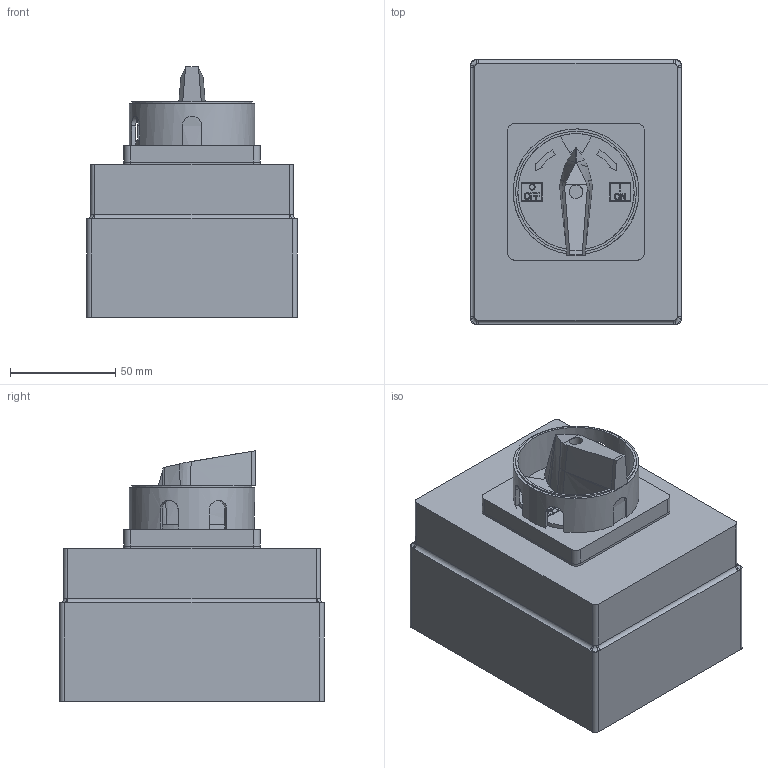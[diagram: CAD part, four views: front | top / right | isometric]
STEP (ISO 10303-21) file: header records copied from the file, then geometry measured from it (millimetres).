
FILE_DESCRIPTION((''),'2;1');
FILE_NAME('EDS2-325-ABS-GRY.stp','2015-11-03T09:10:26',('cbunnell'),(''),'Autodesk Inventor 2013','Autodesk Inventor 2013','');
FILE_SCHEMA(('AUTOMOTIVE_DESIGN { 1 0 10303 214 1 1 1 1 }'));
Products named in the file (3): EDS2-325-ABS-GRY; Enclosure; 60D10118X01
Assembly tree (2 placements, depth 2):
  EDS2-325-ABS-GRY
    Enclosure
    60D10118X01
Bounding box: 100 x 125.66 x 119.15 mm (x, y, z)
Volume: 963886.8 mm3; surface area: 86128 mm2
Topology: 2 solids, 2 shells, 290 faces, 768 edges, 502 vertices
Faces by surface type: plane 160, cylinder 66, bspline 48, torus 13, sphere 2, cone 1
Full cylindrical faces by diameter (mm): 2.418 x1, 2.883 x1, 4.674 x1, 6.401 x1, 36.119 x1, 57.48 x1, 59.766 x1
Entity records: 9885 total; most frequent: CARTESIAN_POINT 2582, ORIENTED_EDGE 1512, DIRECTION 1310, EDGE_CURVE 756, VERTEX_POINT 499, VECTOR 456, LINE 456, AXIS2_PLACEMENT_3D 427
